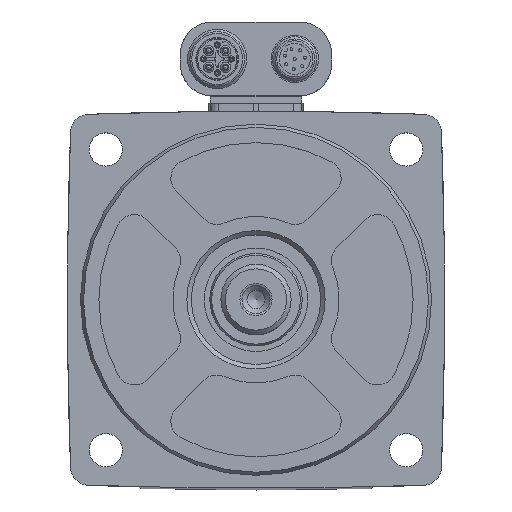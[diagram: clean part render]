
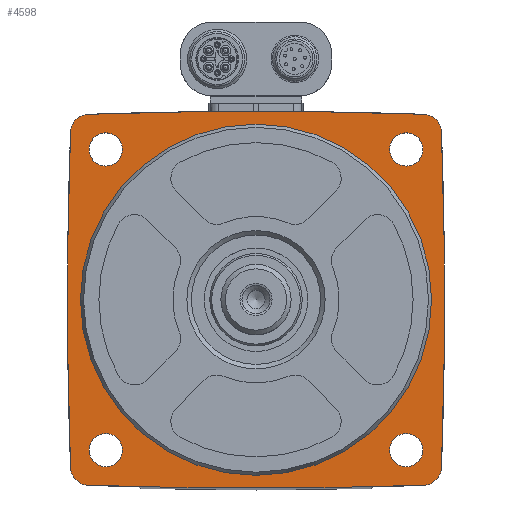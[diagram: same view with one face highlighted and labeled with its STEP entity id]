
A CAD part, top view. The second image highlights one B-rep face of the part: STEP entity #4598.
In plain terms, the highlighted planar face has unit normal (0, 0, 1).
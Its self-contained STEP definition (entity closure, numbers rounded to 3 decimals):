
#859=ORIENTED_EDGE('',*,*,#2167,.T.);
#860=ORIENTED_EDGE('',*,*,#2168,.T.);
#861=ORIENTED_EDGE('',*,*,#2169,.T.);
#862=ORIENTED_EDGE('',*,*,#2170,.T.);
#863=ORIENTED_EDGE('',*,*,#2171,.T.);
#864=ORIENTED_EDGE('',*,*,#2172,.T.);
#865=ORIENTED_EDGE('',*,*,#2173,.T.);
#866=ORIENTED_EDGE('',*,*,#2174,.T.);
#867=ORIENTED_EDGE('',*,*,#2175,.F.);
#868=ORIENTED_EDGE('',*,*,#2176,.F.);
#869=ORIENTED_EDGE('',*,*,#2177,.F.);
#870=ORIENTED_EDGE('',*,*,#2178,.F.);
#871=ORIENTED_EDGE('',*,*,#2179,.F.);
#2167=EDGE_CURVE('',#2821,#2822,#3293,.T.);
#2168=EDGE_CURVE('',#2822,#2823,#3294,.T.);
#2169=EDGE_CURVE('',#2823,#2824,#3295,.T.);
#2170=EDGE_CURVE('',#2824,#2825,#3296,.T.);
#2171=EDGE_CURVE('',#2825,#2826,#3297,.T.);
#2172=EDGE_CURVE('',#2826,#2827,#3298,.T.);
#2173=EDGE_CURVE('',#2827,#2828,#3299,.T.);
#2174=EDGE_CURVE('',#2828,#2821,#3300,.T.);
#2175=EDGE_CURVE('',#2829,#2829,#3301,.T.);
#2176=EDGE_CURVE('',#2830,#2830,#3302,.T.);
#2177=EDGE_CURVE('',#2831,#2831,#3303,.T.);
#2178=EDGE_CURVE('',#2832,#2832,#3304,.T.);
#2179=EDGE_CURVE('',#2833,#2833,#3305,.T.);
#2821=VERTEX_POINT('',#7085);
#2822=VERTEX_POINT('',#7086);
#2823=VERTEX_POINT('',#7088);
#2824=VERTEX_POINT('',#7090);
#2825=VERTEX_POINT('',#7092);
#2826=VERTEX_POINT('',#7094);
#2827=VERTEX_POINT('',#7096);
#2828=VERTEX_POINT('',#7098);
#2829=VERTEX_POINT('',#7101);
#2830=VERTEX_POINT('',#7103);
#2831=VERTEX_POINT('',#7105);
#2832=VERTEX_POINT('',#7107);
#2833=VERTEX_POINT('',#7109);
#3293=CIRCLE('',#4921,5.);
#3294=CIRCLE('',#4922,1250.5);
#3295=CIRCLE('',#4923,5.);
#3296=CIRCLE('',#4924,1250.5);
#3297=CIRCLE('',#4925,5.);
#3298=CIRCLE('',#4926,1250.5);
#3299=CIRCLE('',#4927,5.);
#3300=CIRCLE('',#4928,1250.5);
#3301=CIRCLE('',#4929,4.5);
#3302=CIRCLE('',#4930,4.5);
#3303=CIRCLE('',#4931,4.5);
#3304=CIRCLE('',#4932,4.5);
#3305=CIRCLE('',#4933,47.5);
#3578=EDGE_LOOP('',(#859,#860,#861,#862,#863,#864,#865,#866));
#3579=EDGE_LOOP('',(#867));
#3580=EDGE_LOOP('',(#868));
#3581=EDGE_LOOP('',(#869));
#3582=EDGE_LOOP('',(#870));
#3583=EDGE_LOOP('',(#871));
#4019=FACE_BOUND('',#3578,.T.);
#4020=FACE_BOUND('',#3579,.T.);
#4021=FACE_BOUND('',#3580,.T.);
#4022=FACE_BOUND('',#3581,.T.);
#4023=FACE_BOUND('',#3582,.T.);
#4024=FACE_BOUND('',#3583,.T.);
#4461=PLANE('',#4920);
#4598=ADVANCED_FACE('',(#4019,#4020,#4021,#4022,#4023,#4024),#4461,.T.);
#4920=AXIS2_PLACEMENT_3D('',#7083,#5543,#5544);
#4921=AXIS2_PLACEMENT_3D('',#7084,#5545,#5546);
#4922=AXIS2_PLACEMENT_3D('',#7087,#5547,#5548);
#4923=AXIS2_PLACEMENT_3D('',#7089,#5549,#5550);
#4924=AXIS2_PLACEMENT_3D('',#7091,#5551,#5552);
#4925=AXIS2_PLACEMENT_3D('',#7093,#5553,#5554);
#4926=AXIS2_PLACEMENT_3D('',#7095,#5555,#5556);
#4927=AXIS2_PLACEMENT_3D('',#7097,#5557,#5558);
#4928=AXIS2_PLACEMENT_3D('',#7099,#5559,#5560);
#4929=AXIS2_PLACEMENT_3D('',#7100,#5561,#5562);
#4930=AXIS2_PLACEMENT_3D('',#7102,#5563,#5564);
#4931=AXIS2_PLACEMENT_3D('',#7104,#5565,#5566);
#4932=AXIS2_PLACEMENT_3D('',#7106,#5567,#5568);
#4933=AXIS2_PLACEMENT_3D('',#7108,#5569,#5570);
#5543=DIRECTION('',(0.,0.,1.));
#5544=DIRECTION('',(1.,0.,0.));
#5545=DIRECTION('',(0.,0.,1.));
#5546=DIRECTION('',(1.,0.,0.));
#5547=DIRECTION('',(0.,0.,1.));
#5548=DIRECTION('',(1.,0.,0.));
#5549=DIRECTION('',(0.,0.,1.));
#5550=DIRECTION('',(1.,0.,0.));
#5551=DIRECTION('',(0.,0.,1.));
#5552=DIRECTION('',(1.,0.,0.));
#5553=DIRECTION('',(0.,0.,1.));
#5554=DIRECTION('',(1.,0.,0.));
#5555=DIRECTION('',(0.,0.,1.));
#5556=DIRECTION('',(1.,0.,0.));
#5557=DIRECTION('',(0.,0.,1.));
#5558=DIRECTION('',(1.,0.,0.));
#5559=DIRECTION('',(0.,0.,1.));
#5560=DIRECTION('',(1.,0.,0.));
#5561=DIRECTION('',(0.,0.,1.));
#5562=DIRECTION('',(1.,0.,0.));
#5563=DIRECTION('',(0.,0.,1.));
#5564=DIRECTION('',(1.,0.,0.));
#5565=DIRECTION('',(0.,0.,1.));
#5566=DIRECTION('',(1.,0.,0.));
#5567=DIRECTION('',(0.,0.,1.));
#5568=DIRECTION('',(1.,0.,0.));
#5569=DIRECTION('',(0.,0.,1.));
#5570=DIRECTION('',(1.,0.,0.));
#7083=CARTESIAN_POINT('',(577.16,22.59,0.));
#7084=CARTESIAN_POINT('',(-45.18,45.18,0.));
#7085=CARTESIAN_POINT('',(-45.362,50.177,0.));
#7086=CARTESIAN_POINT('',(-50.177,45.362,0.));
#7087=CARTESIAN_POINT('',(1199.5,0.,0.));
#7088=CARTESIAN_POINT('',(-50.177,-45.362,0.));
#7089=CARTESIAN_POINT('',(-45.18,-45.18,0.));
#7090=CARTESIAN_POINT('',(-45.362,-50.177,0.));
#7091=CARTESIAN_POINT('',(0.,1199.5,0.));
#7092=CARTESIAN_POINT('',(45.362,-50.177,0.));
#7093=CARTESIAN_POINT('',(45.18,-45.18,0.));
#7094=CARTESIAN_POINT('',(50.177,-45.362,0.));
#7095=CARTESIAN_POINT('',(-1199.5,0.,0.));
#7096=CARTESIAN_POINT('',(50.177,45.362,0.));
#7097=CARTESIAN_POINT('',(45.18,45.18,0.));
#7098=CARTESIAN_POINT('',(45.362,50.177,0.));
#7099=CARTESIAN_POINT('',(0.,-1199.5,0.));
#7100=CARTESIAN_POINT('',(40.659,40.659,0.));
#7101=CARTESIAN_POINT('',(45.159,40.659,0.));
#7102=CARTESIAN_POINT('',(40.659,-40.659,0.));
#7103=CARTESIAN_POINT('',(45.159,-40.659,0.));
#7104=CARTESIAN_POINT('',(-40.659,40.659,0.));
#7105=CARTESIAN_POINT('',(-36.159,40.659,0.));
#7106=CARTESIAN_POINT('',(-40.659,-40.659,0.));
#7107=CARTESIAN_POINT('',(-36.159,-40.659,0.));
#7108=CARTESIAN_POINT('',(0.,0.,0.));
#7109=CARTESIAN_POINT('',(47.5,0.,0.));
